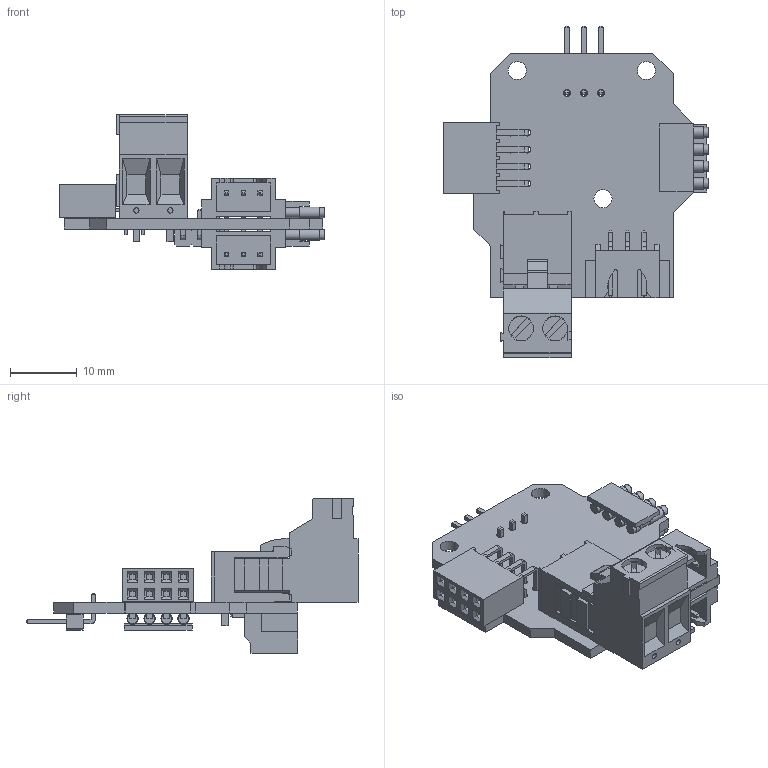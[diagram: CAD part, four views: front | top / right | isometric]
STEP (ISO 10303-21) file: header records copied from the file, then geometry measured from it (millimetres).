
FILE_DESCRIPTION(('FreeCAD Model'),'2;1');
FILE_NAME('Open CASCADE Shape Model','2021-01-22T23:10:35',('Author'),( ''),'Open CASCADE STEP processor 7.4','FreeCAD','Unknown');
FILE_SCHEMA(('AUTOMOTIVE_DESIGN { 1 0 10303 214 1 1 1 1 }'));
Length unit declared in the file: millimetre
Products named in the file (14): toolboard_PLUG_V10; Board_Geoms_6657; Local_CS_6657; Pcb_6657; PCB_Sketch_6657; Step_Models_6657; Top_6657; J3_ssw-104-02-g-d-ra_6009D480; J8_8MM-11-004-02-131_600C5BE0; J5_C-282815-2_600C5B60; J5_C-282807-2_600C5B60[2]; J6_JST-XH_SMT_1x3_6009D3B3; Bot_6657; JP0_PinHeader_1x03_P254mm_Horizontal_6009D4DE
Assembly tree (15 placements, depth 4):
  toolboard_PLUG_V10
    Board_Geoms_6657
      Local_CS_6657
      Pcb_6657
      PCB_Sketch_6657
    Step_Models_6657
      Top_6657
        J3_ssw-104-02-g-d-ra_6009D480
        J8_8MM-11-004-02-131_600C5BE0
        J5_C-282815-2_600C5B60
        J5_C-282807-2_600C5B60[2]
        J6_JST-XH_SMT_1x3_6009D3B3
      Bot_6657
        J8_8MM-11-004-02-131_600C5BE0
        JP0_PinHeader_1x03_P254mm_Horizontal_6009D4DE
        J6_JST-XH_SMT_1x3_6009D3B3
Bounding box: 39.75 x 49.63 x 23.1 mm (x, y, z)
Volume: 5109.2 mm3; surface area: 7263.9 mm2
Topology: 29 solids, 29 shells, 806 faces, 1921 edges, 1270 vertices
Faces by surface type: plane 669, cylinder 121, cone 8, bspline 8
Full cylindrical faces by diameter (mm): 1 x3, 1.04 x8, 1.4 x2, 1.5 x24, 1.7 x16, 2.7 x3
Entity records: 22297 total; most frequent: CARTESIAN_POINT 3593, ORIENTED_EDGE 3130, DIRECTION 3097, EDGE_CURVE 1565, LINE 1357, VECTOR 1357, VERTEX_POINT 1014, AXIS2_PLACEMENT_3D 870
